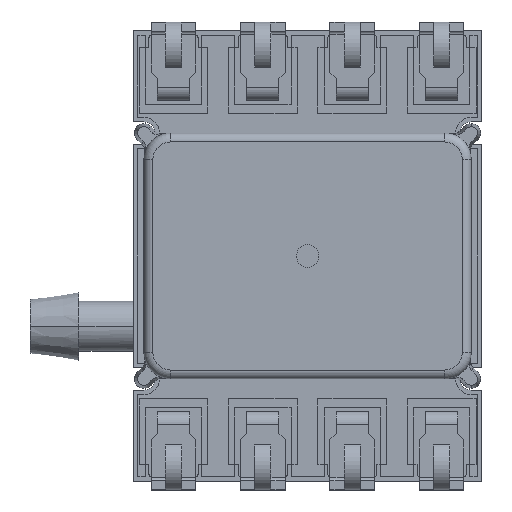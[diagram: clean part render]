
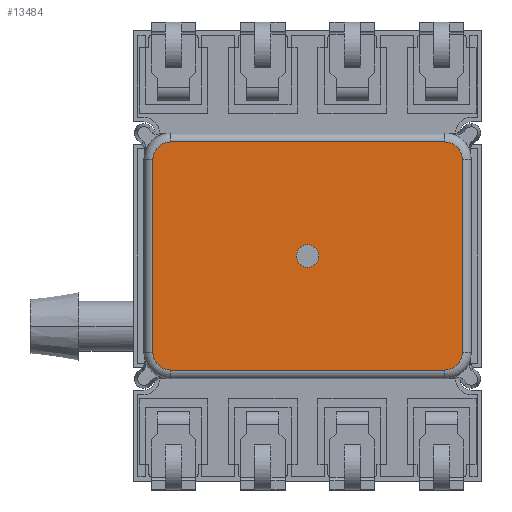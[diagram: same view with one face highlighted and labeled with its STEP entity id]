
A CAD part, front view. The second image highlights one B-rep face of the part: STEP entity #13484.
In plain terms, the highlighted face is planar.
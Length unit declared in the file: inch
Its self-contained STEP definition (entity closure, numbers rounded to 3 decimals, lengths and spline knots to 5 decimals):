
#412 = CARTESIAN_POINT ( 'NONE',  ( -0.15354, 0.1063, -0.10807 ) ) ;
#457 = DIRECTION ( 'NONE',  ( 0., 1., 0. ) ) ;
#474 = DIRECTION ( 'NONE',  ( 0., 0., 1. ) ) ;
#571 = CARTESIAN_POINT ( 'NONE',  ( -0.17307, 0.1063, 0.10807 ) ) ;
#589 = DIRECTION ( 'NONE',  ( 0., 0., 1. ) ) ;
#609 = CARTESIAN_POINT ( 'NONE',  ( 0.17307, 0.1063, -0.10807 ) ) ;
#619 = DIRECTION ( 'NONE',  ( 0., 1., 0. ) ) ;
#620 = DIRECTION ( 'NONE',  ( 0., 0., 1. ) ) ;
#625 = DIRECTION ( 'NONE',  ( 0., 0., 1. ) ) ;
#627 = DIRECTION ( 'NONE',  ( 0., 0., -1. ) ) ;
#637 = CARTESIAN_POINT ( 'NONE',  ( 0.15354, 0.1063, -0.10807 ) ) ;
#638 = CARTESIAN_POINT ( 'NONE',  ( -0.15354, 0.1063, 0.10807 ) ) ;
#641 = DIRECTION ( 'NONE',  ( 0., 1., 0. ) ) ;
#668 = CARTESIAN_POINT ( 'NONE',  ( 0.15354, 0.1063, 0.10807 ) ) ;
#692 = CARTESIAN_POINT ( 'NONE',  ( 0., 0.1063, 0. ) ) ;
#694 = DIRECTION ( 'NONE',  ( 0., 0., 1. ) ) ;
#701 = CARTESIAN_POINT ( 'NONE',  ( -0.15354, 0.1063, -0.1276 ) ) ;
#704 = DIRECTION ( 'NONE',  ( 0., 1., 0. ) ) ;
#707 = DIRECTION ( 'NONE',  ( 1., 0., 0. ) ) ;
#710 = DIRECTION ( 'NONE',  ( 0., 0., 1. ) ) ;
#716 = DIRECTION ( 'NONE',  ( 0., 1., 0. ) ) ;
#721 = CARTESIAN_POINT ( 'NONE',  ( 0.15354, 0.1063, 0.1276 ) ) ;
#723 = DIRECTION ( 'NONE',  ( -1., 0., 0. ) ) ;
#3519 = EDGE_CURVE ( 'NONE', #5303, #5312, #7332, .T. ) ;
#3765 = AXIS2_PLACEMENT_3D ( 'NONE', #6609, #6664, #6619 ) ;
#3848 = AXIS2_PLACEMENT_3D ( 'NONE', #637, #619, #620 ) ;
#3849 = AXIS2_PLACEMENT_3D ( 'NONE', #638, #641, #625 ) ;
#3877 = AXIS2_PLACEMENT_3D ( 'NONE', #668, #716, #694 ) ;
#3878 = AXIS2_PLACEMENT_3D ( 'NONE', #692, #704, #710 ) ;
#3896 = AXIS2_PLACEMENT_3D ( 'NONE', #412, #457, #474 ) ;
#4185 = AXIS2_PLACEMENT_3D ( 'NONE', #12174, #12180, #12226 ) ;
#5134 = EDGE_LOOP ( 'NONE', ( #9457, #9522 ) ) ;
#5298 = EDGE_LOOP ( 'NONE', ( #9379, #9419, #9436, #9415, #9365, #9546, #9560, #9453 ) ) ;
#5303 = VERTEX_POINT ( 'NONE', #18825 ) ;
#5312 = VERTEX_POINT ( 'NONE', #18828 ) ;
#5372 = VERTEX_POINT ( 'NONE', #18910 ) ;
#5375 = VERTEX_POINT ( 'NONE', #18884 ) ;
#5389 = VERTEX_POINT ( 'NONE', #18885 ) ;
#5400 = VERTEX_POINT ( 'NONE', #18934 ) ;
#5401 = VERTEX_POINT ( 'NONE', #18935 ) ;
#5407 = VERTEX_POINT ( 'NONE', #18891 ) ;
#5408 = VERTEX_POINT ( 'NONE', #18892 ) ;
#5410 = VERTEX_POINT ( 'NONE', #18978 ) ;
#6609 = CARTESIAN_POINT ( 'NONE',  ( 0., 0.1063, 0. ) ) ;
#6619 = DIRECTION ( 'NONE',  ( 0., 0., 1. ) ) ;
#6664 = DIRECTION ( 'NONE',  ( 0., 1., 0. ) ) ;
#7332 = CIRCLE ( 'NONE', #3765, 0.0125 ) ;
#8786 = CIRCLE ( 'NONE', #3896, 0.01953 ) ;
#8917 = CIRCLE ( 'NONE', #3848, 0.01953 ) ;
#8920 = LINE ( 'NONE', #609, #8921 ) ;
#8921 = VECTOR ( 'NONE', #627, 39.37008 ) ;
#8933 = LINE ( 'NONE', #571, #8938 ) ;
#8935 = CIRCLE ( 'NONE', #3849, 0.01953 ) ;
#8938 = VECTOR ( 'NONE', #589, 39.37008 ) ;
#8957 = CIRCLE ( 'NONE', #3878, 0.0125 ) ;
#8965 = LINE ( 'NONE', #701, #8984 ) ;
#8966 = LINE ( 'NONE', #721, #8975 ) ;
#8975 = VECTOR ( 'NONE', #707, 39.37008 ) ;
#8984 = VECTOR ( 'NONE', #723, 39.37008 ) ;
#8987 = CIRCLE ( 'NONE', #3877, 0.01953 ) ;
#9365 = ORIENTED_EDGE ( 'NONE', *, *, #12858, .T. ) ;
#9379 = ORIENTED_EDGE ( 'NONE', *, *, #12846, .T. ) ;
#9415 = ORIENTED_EDGE ( 'NONE', *, *, #12885, .T. ) ;
#9419 = ORIENTED_EDGE ( 'NONE', *, *, #12857, .T. ) ;
#9436 = ORIENTED_EDGE ( 'NONE', *, *, #12888, .T. ) ;
#9453 = ORIENTED_EDGE ( 'NONE', *, *, #12776, .T. ) ;
#9457 = ORIENTED_EDGE ( 'NONE', *, *, #12893, .F. ) ;
#9522 = ORIENTED_EDGE ( 'NONE', *, *, #3519, .F. ) ;
#9546 = ORIENTED_EDGE ( 'NONE', *, *, #12853, .T. ) ;
#9560 = ORIENTED_EDGE ( 'NONE', *, *, #12884, .T. ) ;
#12170 = PLANE ( 'NONE',  #4185 ) ;
#12174 = CARTESIAN_POINT ( 'NONE',  ( -0.15354, 0.1063, 0.10807 ) ) ;
#12180 = DIRECTION ( 'NONE',  ( 0., 1., 0. ) ) ;
#12226 = DIRECTION ( 'NONE',  ( 0., 0., 1. ) ) ;
#12776 = EDGE_CURVE ( 'NONE', #5410, #5400, #8786, .T. ) ;
#12846 = EDGE_CURVE ( 'NONE', #5400, #5375, #8933, .T. ) ;
#12853 = EDGE_CURVE ( 'NONE', #5401, #5389, #8917, .T. ) ;
#12857 = EDGE_CURVE ( 'NONE', #5375, #5408, #8935, .T. ) ;
#12858 = EDGE_CURVE ( 'NONE', #5372, #5401, #8920, .T. ) ;
#12884 = EDGE_CURVE ( 'NONE', #5389, #5410, #8965, .T. ) ;
#12885 = EDGE_CURVE ( 'NONE', #5407, #5372, #8987, .T. ) ;
#12888 = EDGE_CURVE ( 'NONE', #5408, #5407, #8966, .T. ) ;
#12893 = EDGE_CURVE ( 'NONE', #5312, #5303, #8957, .T. ) ;
#13484 = ADVANCED_FACE ( 'NONE', ( #14279, #14247 ), #12170, .T. ) ;
#14247 = FACE_OUTER_BOUND ( 'NONE', #5298, .T. ) ;
#14279 = FACE_BOUND ( 'NONE', #5134, .T. ) ;
#18825 = CARTESIAN_POINT ( 'NONE',  ( 0., 0.1063, -0.0125 ) ) ;
#18828 = CARTESIAN_POINT ( 'NONE',  ( 0., 0.1063, 0.0125 ) ) ;
#18884 = CARTESIAN_POINT ( 'NONE',  ( -0.17307, 0.1063, 0.10807 ) ) ;
#18885 = CARTESIAN_POINT ( 'NONE',  ( 0.15354, 0.1063, -0.1276 ) ) ;
#18891 = CARTESIAN_POINT ( 'NONE',  ( 0.15354, 0.1063, 0.1276 ) ) ;
#18892 = CARTESIAN_POINT ( 'NONE',  ( -0.15354, 0.1063, 0.1276 ) ) ;
#18910 = CARTESIAN_POINT ( 'NONE',  ( 0.17307, 0.1063, 0.10807 ) ) ;
#18934 = CARTESIAN_POINT ( 'NONE',  ( -0.17307, 0.1063, -0.10807 ) ) ;
#18935 = CARTESIAN_POINT ( 'NONE',  ( 0.17307, 0.1063, -0.10807 ) ) ;
#18978 = CARTESIAN_POINT ( 'NONE',  ( -0.15354, 0.1063, -0.1276 ) ) ;
